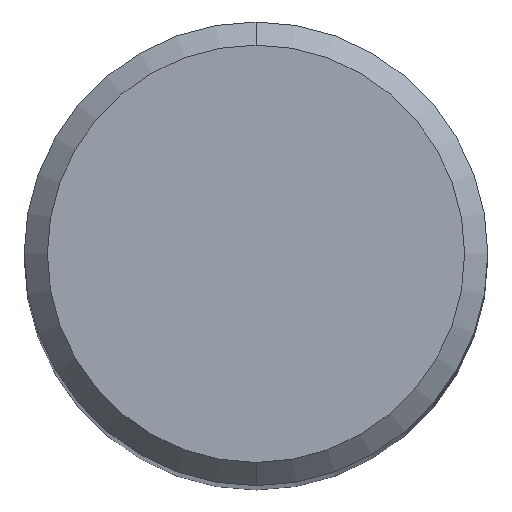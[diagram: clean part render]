
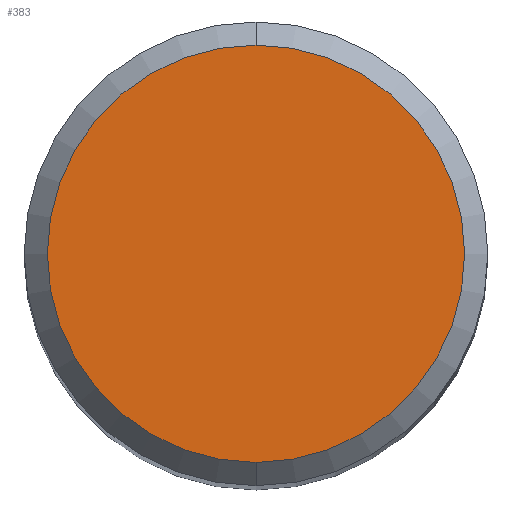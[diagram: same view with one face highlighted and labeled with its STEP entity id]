
A CAD part, top view. The second image highlights one B-rep face of the part: STEP entity #383.
In plain terms, the highlighted planar face has unit normal (0, 0, 1).
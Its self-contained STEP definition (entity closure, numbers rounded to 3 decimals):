
#383=ADVANCED_FACE('',(#982),#983,.T.);
#435=VERTEX_POINT('',#1038);
#567=EDGE_CURVE('',#435,#791,#1185,.T.);
#683=EDGE_CURVE('',#791,#435,#1308,.T.);
#791=VERTEX_POINT('',#1429);
#982=FACE_OUTER_BOUND('',#1841,.T.);
#983=PLANE('',#1842);
#1038=CARTESIAN_POINT('',(0.0,4.5,0.0));
#1185=CIRCLE('',#2594,4.5);
#1308=CIRCLE('',#3284,4.5);
#1429=CARTESIAN_POINT('',(0.,-4.5,0.0));
#1841=EDGE_LOOP('',(#9035,#9036));
#1842=AXIS2_PLACEMENT_3D('',#9037,#9038,#9039);
#2594=AXIS2_PLACEMENT_3D('',#9279,#9280,#9281);
#3284=AXIS2_PLACEMENT_3D('',#9376,#9377,#9378);
#9035=ORIENTED_EDGE('',*,*,#567,.F.);
#9036=ORIENTED_EDGE('',*,*,#683,.F.);
#9037=CARTESIAN_POINT('',(0.0,2.25,0.0));
#9038=DIRECTION('',(-0.0,0.0,1.0));
#9039=DIRECTION('',(0.0,-1.0,0.0));
#9279=CARTESIAN_POINT('',(0.0,0.0,0.0));
#9280=DIRECTION('',(0.0,0.0,-1.0));
#9281=DIRECTION('',(0.0,1.0,0.0));
#9376=CARTESIAN_POINT('',(0.0,0.0,0.0));
#9377=DIRECTION('',(0.0,0.0,-1.0));
#9378=DIRECTION('',(0.0,1.0,0.0));
